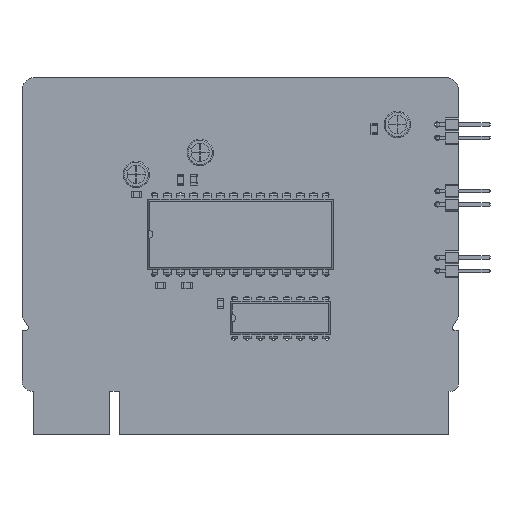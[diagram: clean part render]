
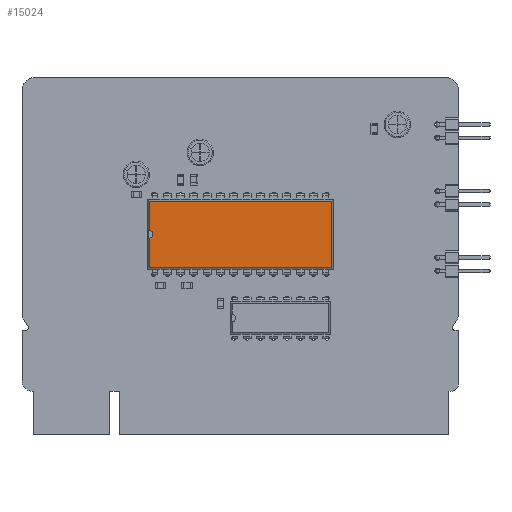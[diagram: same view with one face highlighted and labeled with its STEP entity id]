
A CAD part, top view. The second image highlights one B-rep face of the part: STEP entity #15024.
In plain terms, the highlighted planar face has unit normal (0, 0, 1).
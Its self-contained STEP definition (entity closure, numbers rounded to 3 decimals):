
#9042 = VERTEX_POINT('',#9043);
#9043 = CARTESIAN_POINT('',(13.952,0.871,3.68));
#9048 = EDGE_CURVE('',#9049,#9042,#9051,.T.);
#9049 = VERTEX_POINT('',#9050);
#9050 = CARTESIAN_POINT('',(13.952,-33.891,3.68));
#9051 = LINE('',#9052,#9053);
#9052 = CARTESIAN_POINT('',(13.952,-33.891,3.68));
#9053 = VECTOR('',#9054,1.);
#9054 = DIRECTION('',(0.,1.,0.));
#11808 = VERTEX_POINT('',#11809);
#11809 = CARTESIAN_POINT('',(1.288,0.871,3.68));
#11814 = EDGE_CURVE('',#11815,#11808,#11817,.T.);
#11815 = VERTEX_POINT('',#11816);
#11816 = CARTESIAN_POINT('',(6.874,0.871,3.68));
#11817 = LINE('',#11818,#11819);
#11818 = CARTESIAN_POINT('',(13.952,0.871,3.68));
#11819 = VECTOR('',#11820,1.);
#11820 = DIRECTION('',(-1.,0.,0.));
#12035 = VERTEX_POINT('',#12036);
#12036 = CARTESIAN_POINT('',(8.366,0.871,3.68));
#12140 = EDGE_CURVE('',#9042,#12035,#12141,.T.);
#12141 = LINE('',#12142,#12143);
#12142 = CARTESIAN_POINT('',(13.952,0.871,3.68));
#12143 = VECTOR('',#12144,1.);
#12144 = DIRECTION('',(-1.,0.,0.));
#12254 = VERTEX_POINT('',#12255);
#12255 = CARTESIAN_POINT('',(1.288,-33.891,3.68));
#12260 = EDGE_CURVE('',#11808,#12254,#12261,.T.);
#12261 = LINE('',#12262,#12263);
#12262 = CARTESIAN_POINT('',(1.288,0.871,3.68));
#12263 = VECTOR('',#12264,1.);
#12264 = DIRECTION('',(0.,-1.,0.));
#15013 = EDGE_CURVE('',#12254,#9049,#15014,.T.);
#15014 = LINE('',#15015,#15016);
#15015 = CARTESIAN_POINT('',(1.288,-33.891,3.68));
#15016 = VECTOR('',#15017,1.);
#15017 = DIRECTION('',(1.,0.,0.));
#15024 = ADVANCED_FACE('',(#15025),#15048,.F.);
#15025 = FACE_BOUND('',#15026,.F.);
#15026 = EDGE_LOOP('',(#15027,#15028,#15029,#15030,#15031,#15040,#15047)
  );
#15027 = ORIENTED_EDGE('',*,*,#9048,.F.);
#15028 = ORIENTED_EDGE('',*,*,#15013,.F.);
#15029 = ORIENTED_EDGE('',*,*,#12260,.F.);
#15030 = ORIENTED_EDGE('',*,*,#11814,.F.);
#15031 = ORIENTED_EDGE('',*,*,#15032,.F.);
#15032 = EDGE_CURVE('',#15033,#11815,#15035,.T.);
#15033 = VERTEX_POINT('',#15034);
#15034 = CARTESIAN_POINT('',(7.62,0.196,3.68));
#15035 = CIRCLE('',#15036,0.75);
#15036 = AXIS2_PLACEMENT_3D('',#15037,#15038,#15039);
#15037 = CARTESIAN_POINT('',(7.62,0.946,3.68));
#15038 = DIRECTION('',(0.,-0.,-1.));
#15039 = DIRECTION('',(0.,-1.,0.));
#15040 = ORIENTED_EDGE('',*,*,#15041,.F.);
#15041 = EDGE_CURVE('',#12035,#15033,#15042,.T.);
#15042 = CIRCLE('',#15043,0.75);
#15043 = AXIS2_PLACEMENT_3D('',#15044,#15045,#15046);
#15044 = CARTESIAN_POINT('',(7.62,0.946,3.68));
#15045 = DIRECTION('',(0.,-0.,-1.));
#15046 = DIRECTION('',(0.,-1.,0.));
#15047 = ORIENTED_EDGE('',*,*,#12140,.F.);
#15048 = PLANE('',#15049);
#15049 = AXIS2_PLACEMENT_3D('',#15050,#15051,#15052);
#15050 = CARTESIAN_POINT('',(13.952,-33.891,3.68));
#15051 = DIRECTION('',(-0.,0.,-1.));
#15052 = DIRECTION('',(-0.342,0.94,0.));
